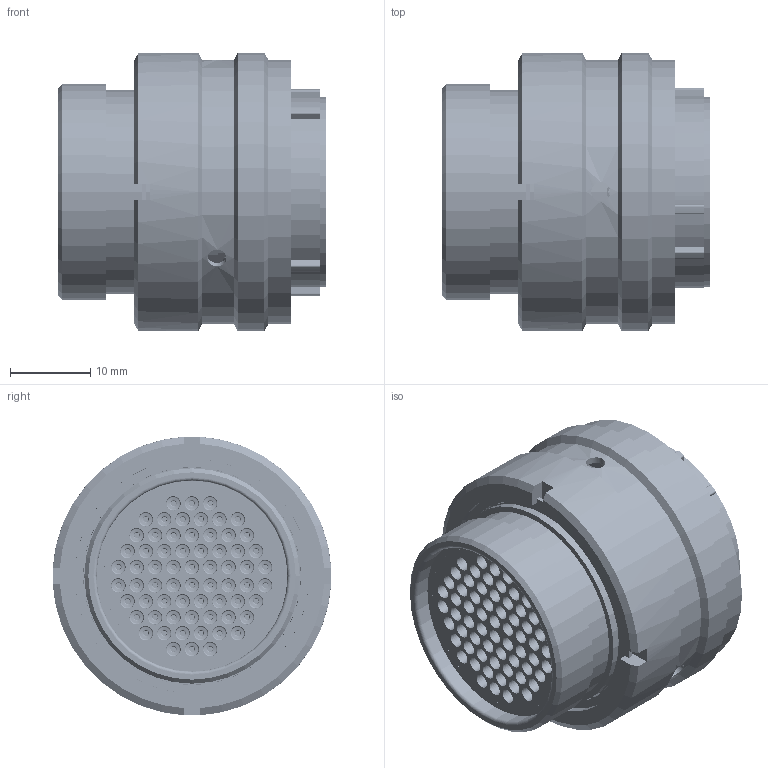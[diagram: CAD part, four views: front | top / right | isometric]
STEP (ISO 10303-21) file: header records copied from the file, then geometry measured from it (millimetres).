
FILE_DESCRIPTION (( 'STEP AP214' ), '1' );
FILE_NAME ('AS618-35PN.STEP', '2013-06-03T12:39:19', ( 'TE Connectivity' ), ( 'TE Connectivity' ), 'SwSTEP 2.0', 'SolidWorks 2011', '' );
FILE_SCHEMA (( 'AUTOMOTIVE_DESIGN' ));
Length unit declared in the file: inch
Products named in the file (1): AS618-35PN
Bounding box: 33.37 x 34.7 x 34.7 mm (x, y, z)
Volume: 14162.2 mm3; surface area: 18610.1 mm2
Topology: 74 solids, 74 shells, 3222 faces, 7266 edges, 4397 vertices
Faces by surface type: torus 1064, cylinder 887, plane 831, cone 427, bspline 9, sphere 4
Entity records: 140252 total; most frequent: CARTESIAN_POINT 24893, DIRECTION 16380, ORIENTED_EDGE 14508, AXIS2_PLACEMENT_3D 7361, EDGE_CURVE 7254, VERTEX_POINT 4391, CIRCLE 4149, EDGE_LOOP 3707
